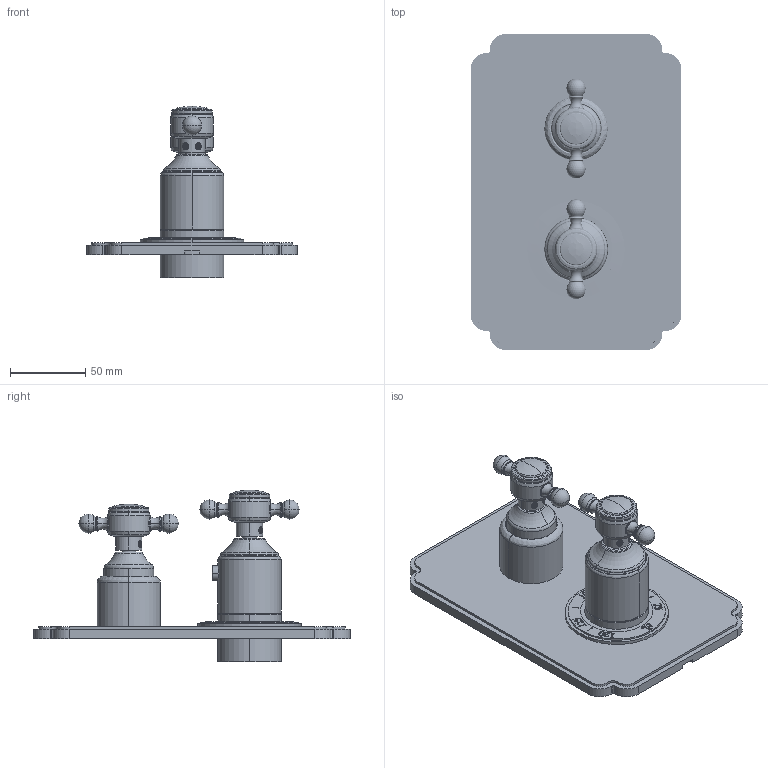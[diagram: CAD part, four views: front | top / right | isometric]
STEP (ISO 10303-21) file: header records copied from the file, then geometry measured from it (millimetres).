
FILE_DESCRIPTION((''),'2;1');
FILE_NAME('3-1033TS_ASM','2016-04-01T',('rsmith'),(''),'PRO/ENGINEER BY PARAMETRIC TECHNOLOGY CORPORATION, 2013150','PRO/ENGINEER BY PARAMETRIC TECHNOLOGY CORPORATION, 2013150','');
FILE_SCHEMA(('CONFIG_CONTROL_DESIGN'));
Length unit declared in the file: inch
Products named in the file (26): 12343_AF3; H-78_2_FEET_AF8; 91678; 2-990_AF3_ASM; 12358; 91249; 91080; 2-989_ASM; 91308; 12344; 12345_AF8; 12352; 12353; 92849; 92137; 91246; 2-991_ASM; 92113; 10849; 10851; 92000; 98036; 10181; 1-110_ASM; 2-273_ASM; 3-1033TS_ASM
Assembly tree (29 placements, depth 4):
  3-1033TS_ASM
    2-990_AF3_ASM
      12343_AF3
      H-78_2_FEET_AF8
      91678
    2-989_ASM
      12358
      91249
      91080
    91308
    12344
    12345_AF8
    2-991_ASM
      12352
      12353
      92849
      92137
      91246
    92113  x2
    2-273_ASM  x2
      10849
      10851
      92000
      1-110_ASM
        98036
        10181
Bounding box: 139.7 x 209.55 x 113.78 mm (x, y, z)
Volume: 171672.4 mm3; surface area: 222296.9 mm2
Topology: 30 solids, 43 shells, 2885 faces, 7571 edges, 4849 vertices
Faces by surface type: plane 943, cylinder 849, extrusion 366, bspline 282, cone 245, torus 148, sphere 44, revolution 8
Entity records: 104477 total; most frequent: CARTESIAN_POINT 52920, ORIENTED_EDGE 11521, DIRECTION 8872, EDGE_CURVE 5784, VERTEX_POINT 3736, AXIS2_PLACEMENT_3D 3057, VECTOR 2750, B_SPLINE_CURVE_WITH_KNOTS 2493
